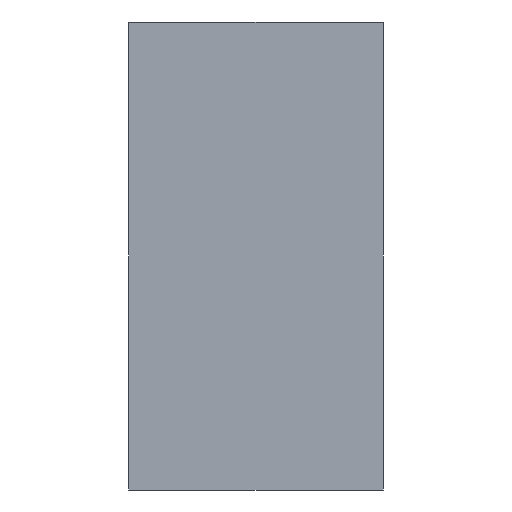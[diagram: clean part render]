
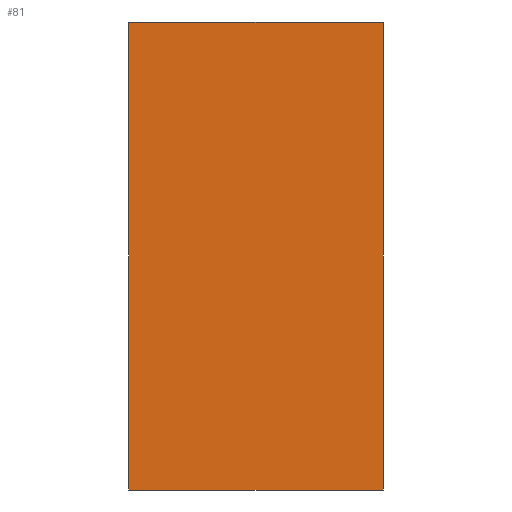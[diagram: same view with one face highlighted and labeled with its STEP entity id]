
A CAD part, front view. The second image highlights one B-rep face of the part: STEP entity #81.
In plain terms, the highlighted planar face has unit normal (0, -1, 0).
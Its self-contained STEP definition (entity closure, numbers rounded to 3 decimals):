
#81=ADVANCED_FACE('',(#145),#603,.T.);
#145=FACE_OUTER_BOUND('',#209,.F.);
#209=EDGE_LOOP('',(#297,#298,#299,#300));
#297=ORIENTED_EDGE('',*,*,#899,.F.);
#298=ORIENTED_EDGE('',*,*,#900,.F.);
#299=ORIENTED_EDGE('',*,*,#901,.F.);
#300=ORIENTED_EDGE('',*,*,#902,.F.);
#603=PLANE('',#1215);
#683=LINE('',#1823,#771);
#684=LINE('',#1824,#772);
#685=LINE('',#1825,#773);
#686=LINE('',#1826,#774);
#771=VECTOR('',#1404,25.);
#772=VECTOR('',#1405,46.);
#773=VECTOR('',#1406,25.);
#774=VECTOR('',#1407,46.);
#899=EDGE_CURVE('',#1070,#1069,#683,.T.);
#900=EDGE_CURVE('',#1068,#1070,#684,.T.);
#901=EDGE_CURVE('',#1067,#1068,#685,.T.);
#902=EDGE_CURVE('',#1069,#1067,#686,.T.);
#1067=VERTEX_POINT('',#1663);
#1068=VERTEX_POINT('',#1664);
#1069=VERTEX_POINT('',#1665);
#1070=VERTEX_POINT('',#1666);
#1215=AXIS2_PLACEMENT_3D('',#1897,#1508,#1509);
#1404=DIRECTION('',(-1.,0.,0.));
#1405=DIRECTION('',(0.,0.,1.));
#1406=DIRECTION('',(1.,0.,0.));
#1407=DIRECTION('',(0.,0.,-1.));
#1508=DIRECTION('',(0.,-1.,0.));
#1509=DIRECTION('',(0.,0.,1.));
#1663=CARTESIAN_POINT('',(54.9,-28.,-23.));
#1664=CARTESIAN_POINT('',(79.9,-28.,-23.));
#1665=CARTESIAN_POINT('',(54.9,-28.,23.));
#1666=CARTESIAN_POINT('',(79.9,-28.,23.));
#1823=CARTESIAN_POINT('',(79.9,-28.,23.));
#1824=CARTESIAN_POINT('',(79.9,-28.,-23.));
#1825=CARTESIAN_POINT('',(54.9,-28.,-23.));
#1826=CARTESIAN_POINT('',(54.9,-28.,23.));
#1897=CARTESIAN_POINT('',(80.36,-28.,-23.46));
